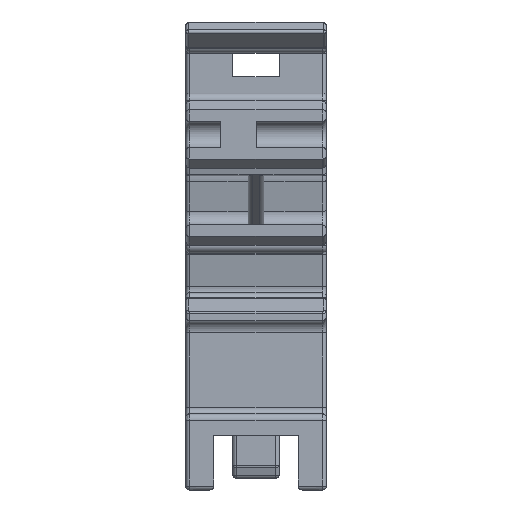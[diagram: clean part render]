
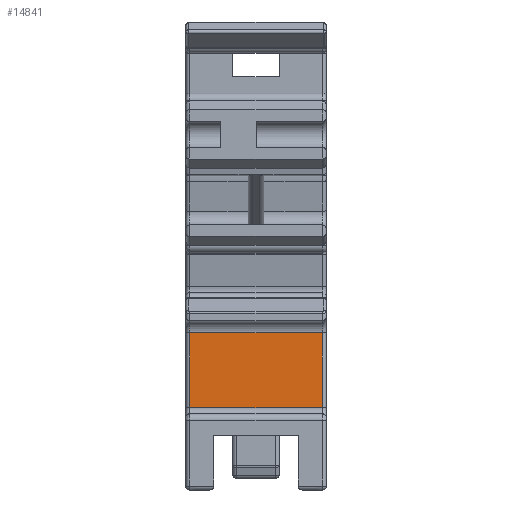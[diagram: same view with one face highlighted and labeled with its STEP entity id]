
A CAD part, left-side view. The second image highlights one B-rep face of the part: STEP entity #14841.
In plain terms, the highlighted planar face has unit normal (-1, 0, 0).
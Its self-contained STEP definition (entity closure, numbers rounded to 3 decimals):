
#4490=DIRECTION('',(0.,0.,1.));
#4491=VECTOR('',#4490,9.6);
#4492=CARTESIAN_POINT('',(17.3,9.25,-35.));
#4493=LINE('',#4492,#4491);
#4497=DIRECTION('',(0.,-1.,0.));
#4498=VECTOR('',#4497,17.);
#4499=CARTESIAN_POINT('',(17.3,9.25,-25.4));
#4500=LINE('',#4499,#4498);
#4504=DIRECTION('',(0.,0.,1.));
#4505=VECTOR('',#4504,9.6);
#4506=CARTESIAN_POINT('',(17.3,-7.75,-35.));
#4507=LINE('',#4506,#4505);
#4511=DIRECTION('',(0.,-1.,0.));
#4512=VECTOR('',#4511,17.);
#4513=CARTESIAN_POINT('',(17.3,9.25,-35.));
#4514=LINE('',#4513,#4512);
#10512=CARTESIAN_POINT('',(17.3,9.25,-35.));
#10513=VERTEX_POINT('',#10512);
#10516=CARTESIAN_POINT('',(17.3,9.25,-25.4));
#10517=VERTEX_POINT('',#10516);
#10530=CARTESIAN_POINT('',(17.3,-7.75,-35.));
#10531=VERTEX_POINT('',#10530);
#10534=CARTESIAN_POINT('',(17.3,-7.75,-25.4));
#10535=VERTEX_POINT('',#10534);
#14828=CARTESIAN_POINT('',(17.3,-4.45,-24.3));
#14829=DIRECTION('',(-1.,0.,0.));
#14830=DIRECTION('',(0.,1.,0.));
#14831=AXIS2_PLACEMENT_3D('',#14828,#14829,#14830);
#14832=PLANE('',#14831);
#14833=ORIENTED_EDGE('',*,*,#14737,.T.);
#14835=ORIENTED_EDGE('',*,*,#14834,.T.);
#14836=ORIENTED_EDGE('',*,*,#14819,.F.);
#14838=ORIENTED_EDGE('',*,*,#14837,.F.);
#14839=EDGE_LOOP('',(#14833,#14835,#14836,#14838));
#14840=FACE_OUTER_BOUND('',#14839,.F.);
#14737=EDGE_CURVE('',#10513,#10517,#4493,.T.);
#14819=EDGE_CURVE('',#10531,#10535,#4507,.T.);
#14834=EDGE_CURVE('',#10517,#10535,#4500,.T.);
#14837=EDGE_CURVE('',#10513,#10531,#4514,.T.);
#14841=ADVANCED_FACE('',(#14840),#14832,.T.);
